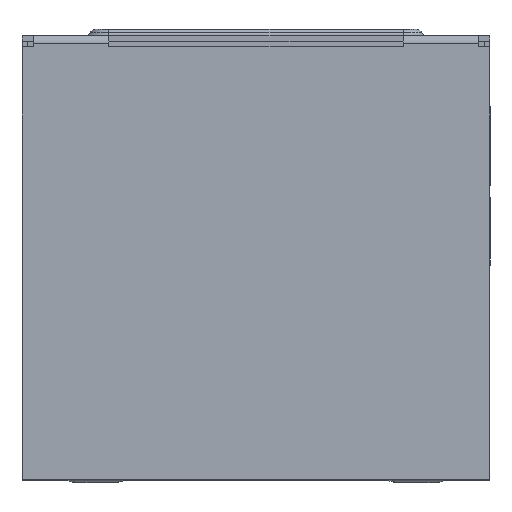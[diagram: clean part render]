
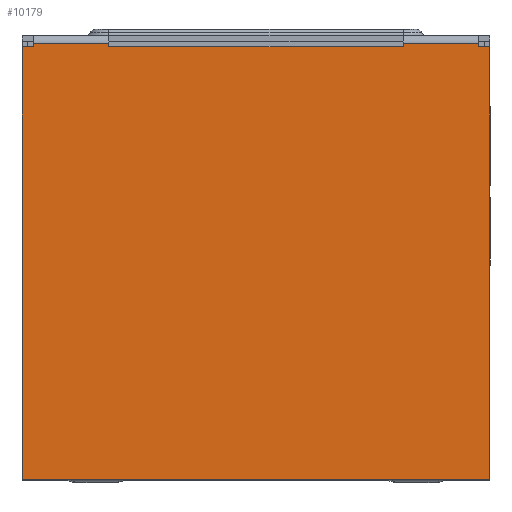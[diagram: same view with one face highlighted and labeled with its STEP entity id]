
A CAD part, top view. The second image highlights one B-rep face of the part: STEP entity #10179.
In plain terms, the highlighted planar face has unit normal (0, 0, 1).
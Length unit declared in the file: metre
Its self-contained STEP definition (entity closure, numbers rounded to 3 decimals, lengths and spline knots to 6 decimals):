
#394=LINE('',#17150,#1414);
#396=LINE('',#17159,#1416);
#407=LINE('',#17180,#1427);
#408=LINE('',#17182,#1428);
#409=LINE('',#17184,#1429);
#410=LINE('',#17186,#1430);
#411=LINE('',#17188,#1431);
#412=LINE('',#17190,#1432);
#413=LINE('',#17192,#1433);
#414=LINE('',#17194,#1434);
#415=LINE('',#17195,#1435);
#416=LINE('',#17197,#1436);
#1414=VECTOR('',#14850,1.);
#1416=VECTOR('',#14858,1.);
#1427=VECTOR('',#14873,1.);
#1428=VECTOR('',#14874,1.);
#1429=VECTOR('',#14875,1.);
#1430=VECTOR('',#14876,1.);
#1431=VECTOR('',#14877,1.);
#1432=VECTOR('',#14878,1.);
#1433=VECTOR('',#14879,1.);
#1434=VECTOR('',#14880,1.);
#1435=VECTOR('',#14881,1.);
#1436=VECTOR('',#14882,1.);
#2686=ORIENTED_EDGE('',*,*,#5502,.T.);
#2687=ORIENTED_EDGE('',*,*,#5491,.T.);
#2688=ORIENTED_EDGE('',*,*,#5503,.T.);
#2689=ORIENTED_EDGE('',*,*,#5504,.T.);
#2690=ORIENTED_EDGE('',*,*,#5505,.T.);
#2691=ORIENTED_EDGE('',*,*,#5506,.T.);
#2692=ORIENTED_EDGE('',*,*,#5507,.T.);
#2693=ORIENTED_EDGE('',*,*,#5508,.T.);
#2694=ORIENTED_EDGE('',*,*,#5509,.T.);
#2695=ORIENTED_EDGE('',*,*,#5487,.T.);
#2696=ORIENTED_EDGE('',*,*,#5510,.T.);
#2697=ORIENTED_EDGE('',*,*,#5511,.T.);
#5487=EDGE_CURVE('',#6896,#6898,#394,.T.);
#5491=EDGE_CURVE('',#6900,#6902,#396,.T.);
#5502=EDGE_CURVE('',#6911,#6900,#407,.T.);
#5503=EDGE_CURVE('',#6902,#6912,#408,.T.);
#5504=EDGE_CURVE('',#6912,#6913,#409,.T.);
#5505=EDGE_CURVE('',#6913,#6914,#410,.T.);
#5506=EDGE_CURVE('',#6914,#6915,#411,.T.);
#5507=EDGE_CURVE('',#6915,#6916,#412,.T.);
#5508=EDGE_CURVE('',#6916,#6917,#413,.T.);
#5509=EDGE_CURVE('',#6917,#6896,#414,.T.);
#5510=EDGE_CURVE('',#6898,#6918,#415,.T.);
#5511=EDGE_CURVE('',#6918,#6911,#416,.T.);
#6896=VERTEX_POINT('',#17145);
#6898=VERTEX_POINT('',#17149);
#6900=VERTEX_POINT('',#17154);
#6902=VERTEX_POINT('',#17158);
#6911=VERTEX_POINT('',#17181);
#6912=VERTEX_POINT('',#17183);
#6913=VERTEX_POINT('',#17185);
#6914=VERTEX_POINT('',#17187);
#6915=VERTEX_POINT('',#17189);
#6916=VERTEX_POINT('',#17191);
#6917=VERTEX_POINT('',#17193);
#6918=VERTEX_POINT('',#17196);
#7976=EDGE_LOOP('',(#2686,#2687,#2688,#2689,#2690,#2691,#2692,#2693,#2694,
#2695,#2696,#2697));
#8627=FACE_BOUND('',#7976,.T.);
#9272=PLANE('',#14193);
#10179=ADVANCED_FACE('',(#8627),#9272,.T.);
#14193=AXIS2_PLACEMENT_3D('',#17179,#14871,#14872);
#14850=DIRECTION('',(-1.,0.,0.));
#14858=DIRECTION('',(-1.,0.,0.));
#14871=DIRECTION('',(0.,0.,1.));
#14872=DIRECTION('',(1.,0.,0.));
#14873=DIRECTION('',(0.,1.,0.));
#14874=DIRECTION('',(0.,-1.,0.));
#14875=DIRECTION('',(-1.,0.,0.));
#14876=DIRECTION('',(0.,-1.,0.));
#14877=DIRECTION('',(1.,0.,0.));
#14878=DIRECTION('',(0.,1.,0.));
#14879=DIRECTION('',(-1.,0.,0.));
#14880=DIRECTION('',(0.,1.,0.));
#14881=DIRECTION('',(0.,-1.,0.));
#14882=DIRECTION('',(-1.,0.,0.));
#17145=CARTESIAN_POINT('',(0.00755,0.003817,0.0128));
#17149=CARTESIAN_POINT('',(0.005,0.003817,0.0128));
#17150=CARTESIAN_POINT('',(-0.00755,0.003817,0.0128));
#17154=CARTESIAN_POINT('',(-0.005,0.003817,0.0128));
#17158=CARTESIAN_POINT('',(-0.00755,0.003817,0.0128));
#17159=CARTESIAN_POINT('',(-0.00755,0.003817,0.0128));
#17179=CARTESIAN_POINT('',(0.,-0.00345,0.0128));
#17180=CARTESIAN_POINT('',(-0.005,0.0041,0.0128));
#17181=CARTESIAN_POINT('',(-0.005,0.0037,0.0128));
#17182=CARTESIAN_POINT('',(-0.00755,0.0041,0.0128));
#17183=CARTESIAN_POINT('',(-0.00755,0.0037,0.0128));
#17184=CARTESIAN_POINT('',(0.,0.0037,0.0128));
#17185=CARTESIAN_POINT('',(-0.00795,0.0037,0.0128));
#17186=CARTESIAN_POINT('',(-0.00795,-0.011,0.0128));
#17187=CARTESIAN_POINT('',(-0.00795,-0.011,0.0128));
#17188=CARTESIAN_POINT('',(-0.00795,-0.011,0.0128));
#17189=CARTESIAN_POINT('',(0.00795,-0.011,0.0128));
#17190=CARTESIAN_POINT('',(0.00795,-0.011,0.0128));
#17191=CARTESIAN_POINT('',(0.00795,0.0037,0.0128));
#17192=CARTESIAN_POINT('',(0.00755,0.0037,0.0128));
#17193=CARTESIAN_POINT('',(0.00755,0.0037,0.0128));
#17194=CARTESIAN_POINT('',(0.00755,0.0041,0.0128));
#17195=CARTESIAN_POINT('',(0.005,0.0037,0.0128));
#17196=CARTESIAN_POINT('',(0.005,0.0037,0.0128));
#17197=CARTESIAN_POINT('',(0.,0.0037,0.0128));
